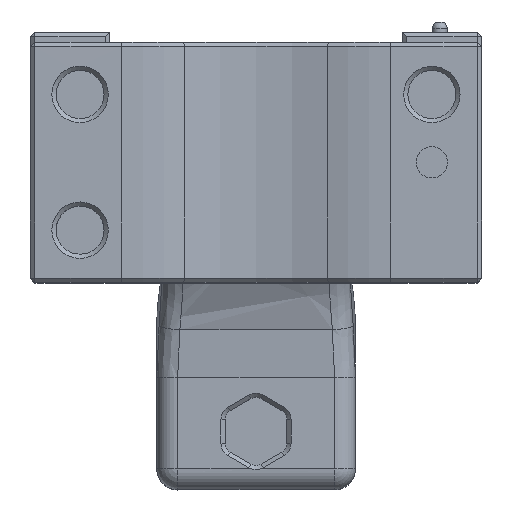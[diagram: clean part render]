
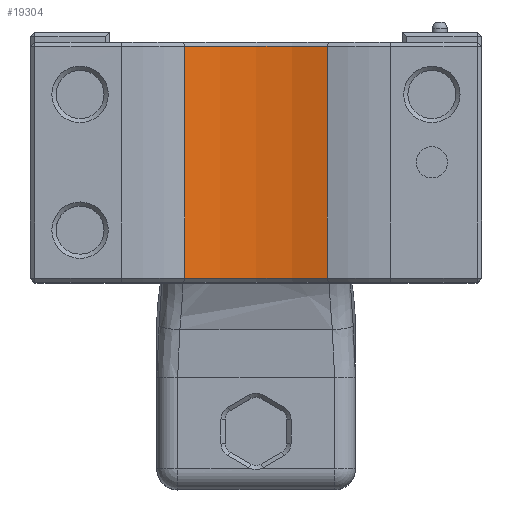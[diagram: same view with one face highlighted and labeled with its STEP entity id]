
A CAD part, top view. The second image highlights one B-rep face of the part: STEP entity #19304.
In plain terms, the highlighted cylindrical face has radius 22.5 mm (diameter 45 mm), a partial arc.
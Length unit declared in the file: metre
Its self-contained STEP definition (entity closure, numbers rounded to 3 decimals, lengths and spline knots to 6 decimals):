
#1322=CIRCLE('',#20804,0.0225);
#1323=CIRCLE('',#20805,0.0225);
#1515=CYLINDRICAL_SURFACE('',#20803,0.0225);
#9569=ORIENTED_EDGE('',*,*,#13084,.F.);
#9570=ORIENTED_EDGE('',*,*,#13085,.F.);
#9571=ORIENTED_EDGE('',*,*,#13086,.F.);
#9572=ORIENTED_EDGE('',*,*,#13087,.F.);
#13084=EDGE_CURVE('',#15133,#15134,#1322,.T.);
#13085=EDGE_CURVE('',#15135,#15133,#15784,.F.);
#13086=EDGE_CURVE('',#15136,#15135,#1323,.T.);
#13087=EDGE_CURVE('',#15134,#15136,#15785,.F.);
#15133=VERTEX_POINT('',#33618);
#15134=VERTEX_POINT('',#33619);
#15135=VERTEX_POINT('',#33624);
#15136=VERTEX_POINT('',#33626);
#15784=B_SPLINE_CURVE_WITH_KNOTS('',3,(#33620,#33621,#33622,#33623),
 .UNSPECIFIED.,.F.,.F.,(4,4),(0.,1.),.UNSPECIFIED.);
#15785=B_SPLINE_CURVE_WITH_KNOTS('',3,(#33627,#33628,#33629,#33630),
 .UNSPECIFIED.,.F.,.F.,(4,4),(0.,1.),.UNSPECIFIED.);
#16935=EDGE_LOOP('',(#9569,#9570,#9571,#9572));
#18125=FACE_BOUND('',#16935,.T.);
#19304=ADVANCED_FACE('',(#18125),#1515,.F.);
#20803=AXIS2_PLACEMENT_3D('',#33616,#25016,#25017);
#20804=AXIS2_PLACEMENT_3D('',#33617,#25018,#25019);
#20805=AXIS2_PLACEMENT_3D('',#33625,#25020,#25021);
#25016=DIRECTION('',(0.,-1.,0.));
#25017=DIRECTION('',(1.,0.,0.));
#25018=DIRECTION('',(0.,1.,0.));
#25019=DIRECTION('',(1.,0.,0.));
#25020=DIRECTION('',(0.,-1.,0.));
#25021=DIRECTION('',(1.,0.,0.));
#33616=CARTESIAN_POINT('',(0.,0.03715,0.093343));
#33617=CARTESIAN_POINT('',(0.,0.01455,0.093343));
#33618=CARTESIAN_POINT('',(0.006821,0.01455,0.071901));
#33619=CARTESIAN_POINT('',(-0.006821,0.01455,0.071901));
#33620=CARTESIAN_POINT('',(0.006821,0.01455,0.071901));
#33621=CARTESIAN_POINT('',(0.006821,0.02195,0.071901));
#33622=CARTESIAN_POINT('',(0.006821,0.02935,0.071901));
#33623=CARTESIAN_POINT('',(0.006821,0.03675,0.071901));
#33624=CARTESIAN_POINT('',(0.006821,0.03675,0.071901));
#33625=CARTESIAN_POINT('',(0.,0.03675,0.093343));
#33626=CARTESIAN_POINT('',(-0.006821,0.03675,0.071901));
#33627=CARTESIAN_POINT('',(-0.006821,0.03675,0.071901));
#33628=CARTESIAN_POINT('',(-0.006821,0.02935,0.071901));
#33629=CARTESIAN_POINT('',(-0.006821,0.02195,0.071901));
#33630=CARTESIAN_POINT('',(-0.006821,0.01455,0.071901));
